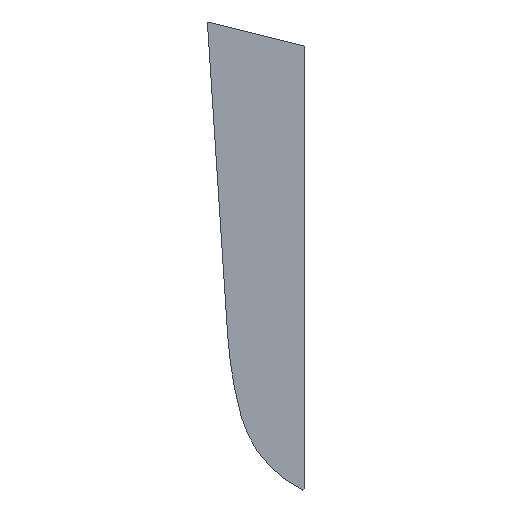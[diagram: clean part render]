
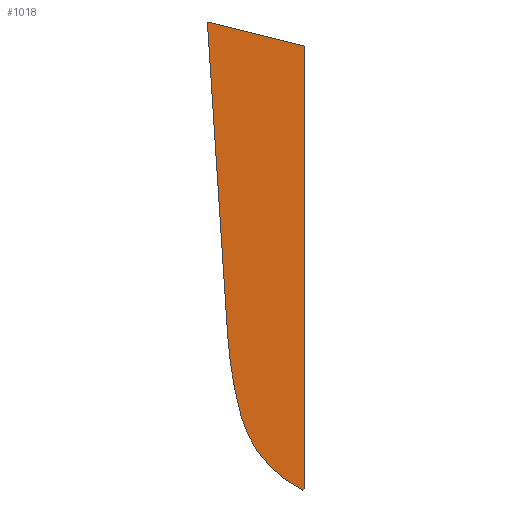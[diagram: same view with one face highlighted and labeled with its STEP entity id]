
A CAD part, top view. The second image highlights one B-rep face of the part: STEP entity #1018.
In plain terms, the highlighted planar face has unit normal (0, 0, 1).
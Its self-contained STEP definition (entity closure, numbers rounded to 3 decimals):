
#590 = VERTEX_POINT('',#591);
#591 = CARTESIAN_POINT('',(-29.474,-97.245,2.4));
#597 = EDGE_CURVE('',#590,#598,#600,.T.);
#598 = VERTEX_POINT('',#599);
#599 = CARTESIAN_POINT('',(1.095,-134.216,2.4));
#600 = CIRCLE('',#601,57.4);
#601 = AXIS2_PLACEMENT_3D('',#602,#603,#604);
#602 = CARTESIAN_POINT('',(26.,-82.5,2.4));
#603 = DIRECTION('',(0.,0.,1.));
#604 = DIRECTION('',(1.,0.,0.));
#622 = EDGE_CURVE('',#598,#623,#625,.T.);
#623 = VERTEX_POINT('',#624);
#624 = CARTESIAN_POINT('',(2.,-133.642,2.4));
#625 = LINE('',#626,#627);
#626 = CARTESIAN_POINT('',(22.064,-120.913,2.4));
#627 = VECTOR('',#628,1.);
#628 = DIRECTION('',(0.844,0.536,0.));
#645 = VERTEX_POINT('',#646);
#646 = CARTESIAN_POINT('',(-35.97,-57.544,2.4));
#652 = EDGE_CURVE('',#645,#590,#653,.T.);
#653 = CIRCLE('',#654,206.4);
#654 = AXIS2_PLACEMENT_3D('',#655,#656,#657);
#655 = CARTESIAN_POINT('',(170.,-44.225,2.4));
#656 = DIRECTION('',(0.,0.,1.));
#657 = DIRECTION('',(1.,0.,0.));
#671 = EDGE_CURVE('',#623,#672,#674,.T.);
#672 = VERTEX_POINT('',#673);
#673 = CARTESIAN_POINT('',(2.,84.535,2.4));
#674 = LINE('',#675,#676);
#675 = CARTESIAN_POINT('',(2.,-134.642,2.4));
#676 = VECTOR('',#677,1.);
#677 = DIRECTION('',(0.,1.,0.));
#694 = EDGE_CURVE('',#645,#695,#697,.T.);
#695 = VERTEX_POINT('',#696);
#696 = CARTESIAN_POINT('',(-45.93,96.485,2.4));
#697 = LINE('',#698,#699);
#698 = CARTESIAN_POINT('',(-35.97,-57.544,2.4));
#699 = VECTOR('',#700,1.);
#700 = DIRECTION('',(-0.065,0.998,0.));
#718 = EDGE_CURVE('',#695,#672,#719,.T.);
#719 = LINE('',#720,#721);
#720 = CARTESIAN_POINT('',(-45.93,96.485,2.4));
#721 = VECTOR('',#722,1.);
#722 = DIRECTION('',(0.97,-0.242,0.));
#1018 = ADVANCED_FACE('',(#1019),#1027,.T.);
#1019 = FACE_BOUND('',#1020,.T.);
#1020 = EDGE_LOOP('',(#1021,#1022,#1023,#1024,#1025,#1026));
#1021 = ORIENTED_EDGE('',*,*,#597,.T.);
#1022 = ORIENTED_EDGE('',*,*,#622,.T.);
#1023 = ORIENTED_EDGE('',*,*,#671,.T.);
#1024 = ORIENTED_EDGE('',*,*,#718,.F.);
#1025 = ORIENTED_EDGE('',*,*,#694,.F.);
#1026 = ORIENTED_EDGE('',*,*,#652,.T.);
#1027 = PLANE('',#1028);
#1028 = AXIS2_PLACEMENT_3D('',#1029,#1030,#1031);
#1029 = CARTESIAN_POINT('',(-17.768,-13.776,2.4));
#1030 = DIRECTION('',(0.,0.,1.));
#1031 = DIRECTION('',(1.,0.,0.));
